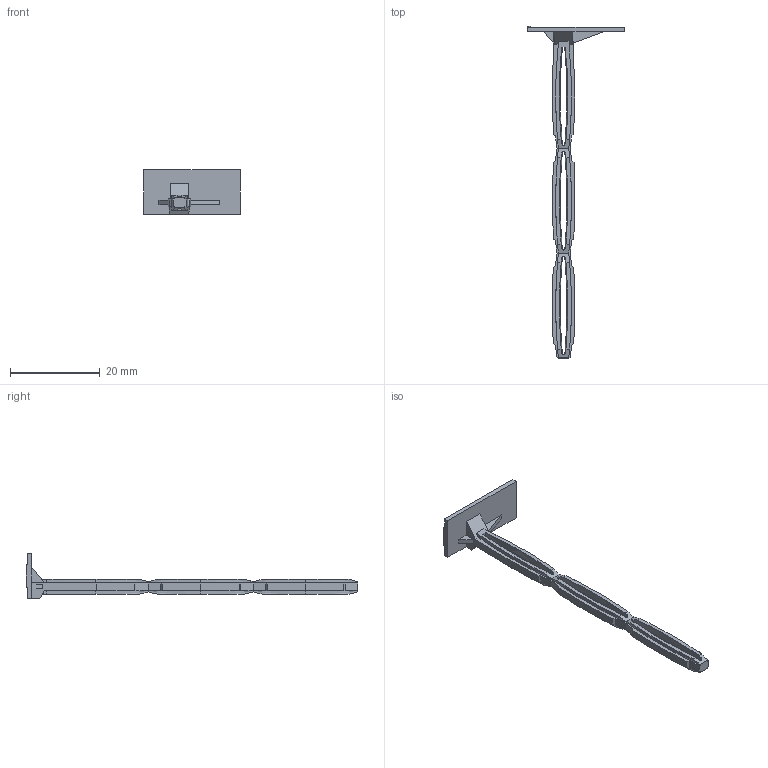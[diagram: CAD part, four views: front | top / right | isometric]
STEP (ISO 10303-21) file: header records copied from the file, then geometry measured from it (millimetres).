
FILE_DESCRIPTION(('SolidDesigner STEP Export'),'2;1');
FILE_NAME('0814788_KLM_3_L-select.stp','2012-07-17T 8:56:37',(''),(''),'CoCreate Modeling STEP processor for AP214 (Solid Model)','CoCreate Modeling 16.00A 16-Aug-2008 (C) Parametric Technology GmbH','');
FILE_SCHEMA(('AUTOMOTIVE_DESIGN { 1 0 10303 214 1 1 1 1 }'));
Length unit declared in the file: millimetre
Products named in the file (2): 0814788_KLM_3_L-select
Assembly tree (1 placements, depth 2):
  0814788_KLM_3_L-select
    0814788_KLM_3_L-select
Bounding box: 21.6 x 74.12 x 10 mm (x, y, z)
Volume: 863.7 mm3; surface area: 1891.1 mm2
Topology: 1 solids, 1 shells, 143 faces, 439 edges, 292 vertices
Faces by surface type: plane 92, cylinder 39, cone 12
Entity records: 6380 total; most frequent: CARTESIAN_POINT 1273, ORIENTED_EDGE 878, DIRECTION 776, EDGE_CURVE 439, VERTEX_POINT 292, VECTOR 278, LINE 278, AXIS2_PLACEMENT_3D 249
